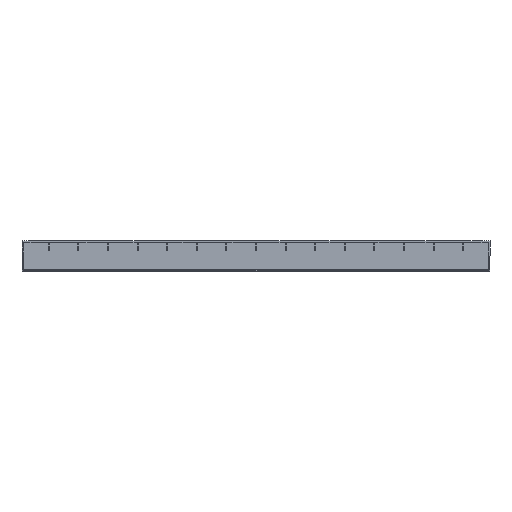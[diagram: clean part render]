
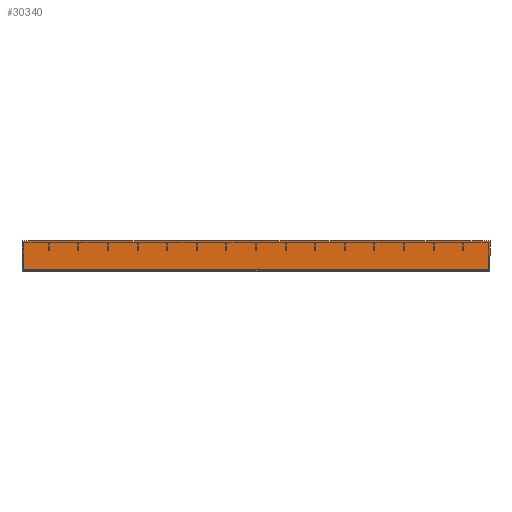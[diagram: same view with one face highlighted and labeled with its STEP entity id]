
A CAD part, top view. The second image highlights one B-rep face of the part: STEP entity #30340.
In plain terms, the highlighted planar face has unit normal (0, 0, 1).
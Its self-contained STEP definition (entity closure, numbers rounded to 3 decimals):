
#1839 = ORIENTED_EDGE ( 'NONE', *, *, #32290, .F. ) ;
#2779 = LINE ( 'NONE', #8456, #43215 ) ;
#5704 = EDGE_CURVE ( 'NONE', #44863, #67979, #59954, .T. ) ;
#7623 = DIRECTION ( 'NONE',  ( 0., 1., 0. ) ) ;
#8456 = CARTESIAN_POINT ( 'NONE',  ( 490., 15., 0. ) ) ;
#9198 = ORIENTED_EDGE ( 'NONE', *, *, #9796, .T. ) ;
#9796 = EDGE_CURVE ( 'NONE', #54169, #62992, #25364, .T. ) ;
#12666 = PLANE ( 'NONE',  #64071 ) ;
#13632 = DIRECTION ( 'NONE',  ( -1., 0., 0. ) ) ;
#16738 = CARTESIAN_POINT ( 'NONE',  ( 490., 15., 0. ) ) ;
#24220 = B_SPLINE_CURVE_WITH_KNOTS ( 'NONE', 3,
 ( #62034, #68234, #35327, #51254 ),
 .UNSPECIFIED., .F., .F.,
 ( 4, 4 ),
 ( 0., 1. ),
 .UNSPECIFIED. ) ;
#25364 = LINE ( 'NONE', #68178, #67495 ) ;
#26413 = VECTOR ( 'NONE', #35790, 1000. ) ;
#28917 = EDGE_LOOP ( 'NONE', ( #9198, #46379, #28992, #1839 ) ) ;
#28992 = ORIENTED_EDGE ( 'NONE', *, *, #5704, .F. ) ;
#30340 = ADVANCED_FACE ( 'NONE', ( #50127 ), #12666, .F. ) ;
#32290 = EDGE_CURVE ( 'NONE', #54169, #44863, #2779, .T. ) ;
#32863 = CARTESIAN_POINT ( 'NONE',  ( 0., 15., 0. ) ) ;
#35327 = CARTESIAN_POINT ( 'NONE',  ( 0., 5., 0. ) ) ;
#35790 = DIRECTION ( 'NONE',  ( -1., 0., 0. ) ) ;
#43215 = VECTOR ( 'NONE', #46961, 1000. ) ;
#44548 = EDGE_CURVE ( 'NONE', #67979, #62992, #24220, .T. ) ;
#44863 = VERTEX_POINT ( 'NONE', #69882 ) ;
#46379 = ORIENTED_EDGE ( 'NONE', *, *, #44548, .F. ) ;
#46961 = DIRECTION ( 'NONE',  ( 0., -1., 0. ) ) ;
#50127 = FACE_OUTER_BOUND ( 'NONE', #28917, .T. ) ;
#51254 = CARTESIAN_POINT ( 'NONE',  ( 0., 15., 0. ) ) ;
#54169 = VERTEX_POINT ( 'NONE', #16738 ) ;
#57616 = DIRECTION ( 'NONE',  ( 0., 0., -1. ) ) ;
#58397 = CARTESIAN_POINT ( 'NONE',  ( 490., -15., 0. ) ) ;
#59954 = LINE ( 'NONE', #58397, #26413 ) ;
#62034 = CARTESIAN_POINT ( 'NONE',  ( 0., -15., 0. ) ) ;
#62992 = VERTEX_POINT ( 'NONE', #32863 ) ;
#64071 = AXIS2_PLACEMENT_3D ( 'NONE', #67667, #57616, #7623 ) ;
#67495 = VECTOR ( 'NONE', #13632, 1000. ) ;
#67667 = CARTESIAN_POINT ( 'NONE',  ( 490., 15., 0. ) ) ;
#67979 = VERTEX_POINT ( 'NONE', #70126 ) ;
#68178 = CARTESIAN_POINT ( 'NONE',  ( 490., 15., 0. ) ) ;
#68234 = CARTESIAN_POINT ( 'NONE',  ( 0., -5., 0. ) ) ;
#69882 = CARTESIAN_POINT ( 'NONE',  ( 490., -15., 0. ) ) ;
#70126 = CARTESIAN_POINT ( 'NONE',  ( 0., -15., 0. ) ) ;
